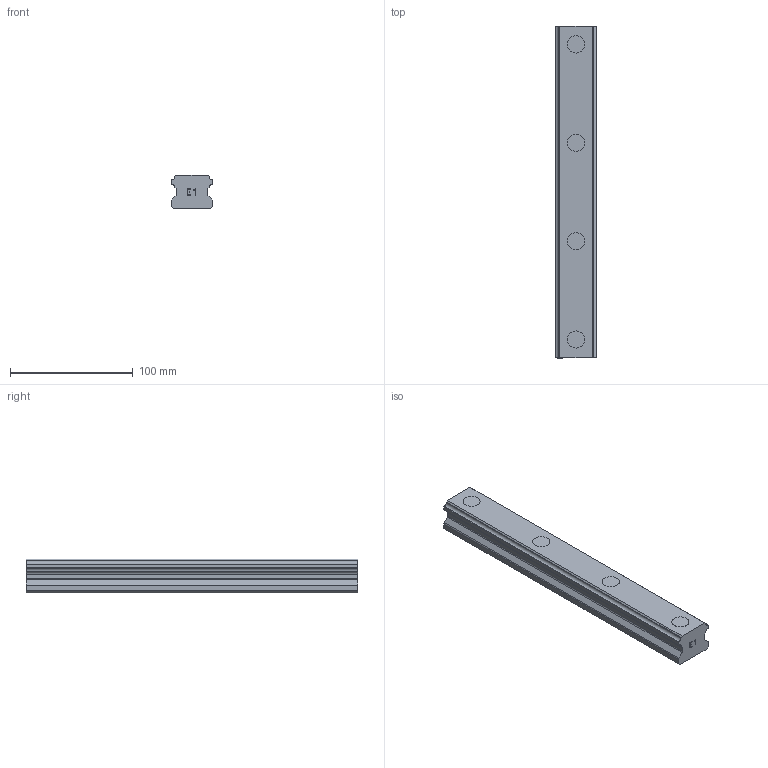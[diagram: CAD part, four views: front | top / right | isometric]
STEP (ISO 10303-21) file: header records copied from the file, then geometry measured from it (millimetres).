
FILE_DESCRIPTION(('STEP AP214'),'1');
FILE_NAME('cctmp_50D820D2-280F-4365-980A-DB7C3C3BF2C9_2021_02_12_13_58_48_0368..stp','2021-02-12T12:58:48',('HIWIN GmbH'),('CADClick - www.CADClick.com'),'Spatial InterOp 3D',' ','unknown authorization');
FILE_SCHEMA(('AUTOMOTIVE_DESIGN'));
Length unit declared in the file: millimetre
Products named in the file (1): EGR35R270C_FILE
Bounding box: 34 x 270 x 27.5 mm (x, y, z)
Volume: 210947.6 mm3; surface area: 40014.8 mm2
Topology: 1 solids, 1 shells, 143 faces, 375 edges, 250 vertices
Faces by surface type: plane 101, cylinder 42
Entity records: 5561 total; most frequent: CARTESIAN_POINT 769, ORIENTED_EDGE 750, DIRECTION 747, EDGE_CURVE 375, LINE 291, VECTOR 291, VERTEX_POINT 250, AXIS2_PLACEMENT_3D 228
